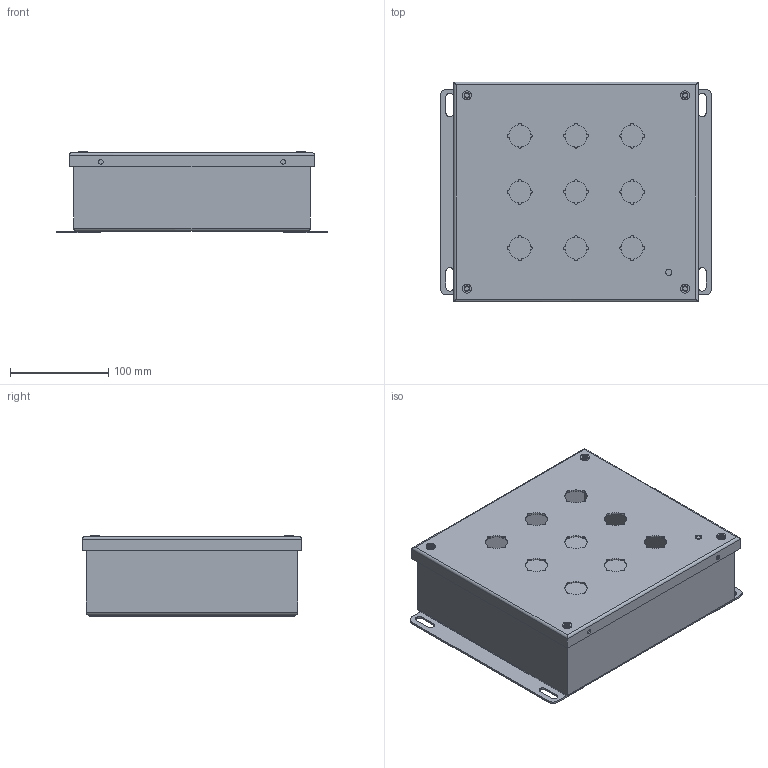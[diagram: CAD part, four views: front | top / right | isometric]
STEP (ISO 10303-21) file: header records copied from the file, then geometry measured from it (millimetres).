
FILE_DESCRIPTION (( 'STEP AP214' ), '1' );
FILE_NAME ('SCE-9PBI.STEP', '2025-09-24T14:24:45', ( '' ), ( '' ), 'SwSTEP 2.0', 'SolidWorks 2024', '' );
FILE_SCHEMA (( 'AUTOMOTIVE_DESIGN' ));
Length unit declared in the file: inch
Products named in the file (1): SCE-9PBI
Bounding box: 276.23 x 223.84 x 83.45 mm (x, y, z)
Volume: 343690 mm3; surface area: 446925.7 mm2
Topology: 15 solids, 15 shells, 506 faces, 1274 edges, 824 vertices
Faces by surface type: cylinder 300, plane 154, torus 40, cone 12
Full cylindrical faces by diameter (mm): 4.763 x4, 6.756 x4, 8.052 x4
Entity records: 15643 total; most frequent: DIRECTION 2876, CARTESIAN_POINT 2757, ORIENTED_EDGE 2524, EDGE_CURVE 1262, AXIS2_PLACEMENT_3D 1175, VERTEX_POINT 824, CIRCLE 668, EDGE_LOOP 604
